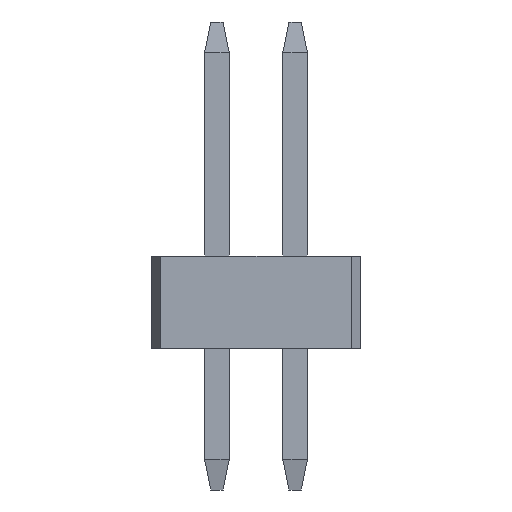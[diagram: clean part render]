
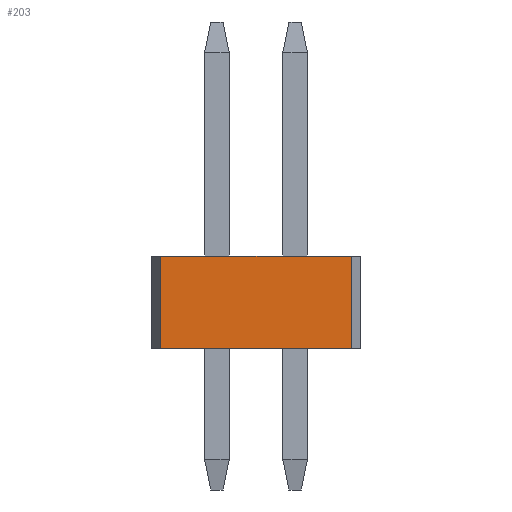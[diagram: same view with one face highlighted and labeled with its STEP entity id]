
A CAD part, left-side view. The second image highlights one B-rep face of the part: STEP entity #203.
In plain terms, the highlighted planar face has unit normal (-1, 0, 0).
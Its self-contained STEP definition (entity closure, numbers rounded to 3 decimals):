
#203=ADVANCED_FACE('',(#399),#3003,.T.);
#399=FACE_OUTER_BOUND('',#603,.T.);
#603=EDGE_LOOP('',(#1220,#1221,#1222,#1223));
#1220=ORIENTED_EDGE('',*,*,#1847,.F.);
#1221=ORIENTED_EDGE('',*,*,#1925,.F.);
#1222=ORIENTED_EDGE('',*,*,#1825,.F.);
#1223=ORIENTED_EDGE('',*,*,#1924,.F.);
#1825=EDGE_CURVE('',#2656,#2782,#2303,.T.);
#1847=EDGE_CURVE('',#2787,#2657,#2325,.T.);
#1924=EDGE_CURVE('',#2657,#2656,#2402,.T.);
#1925=EDGE_CURVE('',#2782,#2787,#2403,.T.);
#2303=B_SPLINE_CURVE_WITH_KNOTS('',1,(#4088,#4089),.UNSPECIFIED.,.F.,.F.,
(2,2),(0.,1.),.UNSPECIFIED.);
#2325=B_SPLINE_CURVE_WITH_KNOTS('',1,(#4132,#4133),.UNSPECIFIED.,.F.,.F.,
(2,2),(-1.,0.),.UNSPECIFIED.);
#2402=B_SPLINE_CURVE_WITH_KNOTS('',1,(#4286,#4287),.UNSPECIFIED.,.F.,.F.,
(2,2),(0.044,0.956),.UNSPECIFIED.);
#2403=B_SPLINE_CURVE_WITH_KNOTS('',1,(#4288,#4289),.UNSPECIFIED.,.F.,.F.,
(2,2),(-14.25,-11.15),.UNSPECIFIED.);
#2656=VERTEX_POINT('',#3646);
#2657=VERTEX_POINT('',#3647);
#2782=VERTEX_POINT('',#3772);
#2787=VERTEX_POINT('',#3777);
#3003=PLANE('',#3219);
#3219=AXIS2_PLACEMENT_3D('',#3617,#3418,$);
#3418=DIRECTION('',(-1.,0.,0.));
#3617=CARTESIAN_POINT('',(-2.54,-6.985,-3.165));
#3646=CARTESIAN_POINT('',(-2.54,1.55,0.01));
#3647=CARTESIAN_POINT('',(-2.54,-1.55,0.01));
#3772=CARTESIAN_POINT('',(-2.54,1.55,1.51));
#3777=CARTESIAN_POINT('',(-2.54,-1.55,1.51));
#4088=CARTESIAN_POINT('',(-2.54,1.55,0.01));
#4089=CARTESIAN_POINT('',(-2.54,1.55,1.51));
#4132=CARTESIAN_POINT('',(-2.54,-1.55,1.51));
#4133=CARTESIAN_POINT('',(-2.54,-1.55,0.01));
#4286=CARTESIAN_POINT('',(-2.54,-1.55,0.01));
#4287=CARTESIAN_POINT('',(-2.54,1.55,0.01));
#4288=CARTESIAN_POINT('',(-2.54,1.55,1.51));
#4289=CARTESIAN_POINT('',(-2.54,-1.55,1.51));
